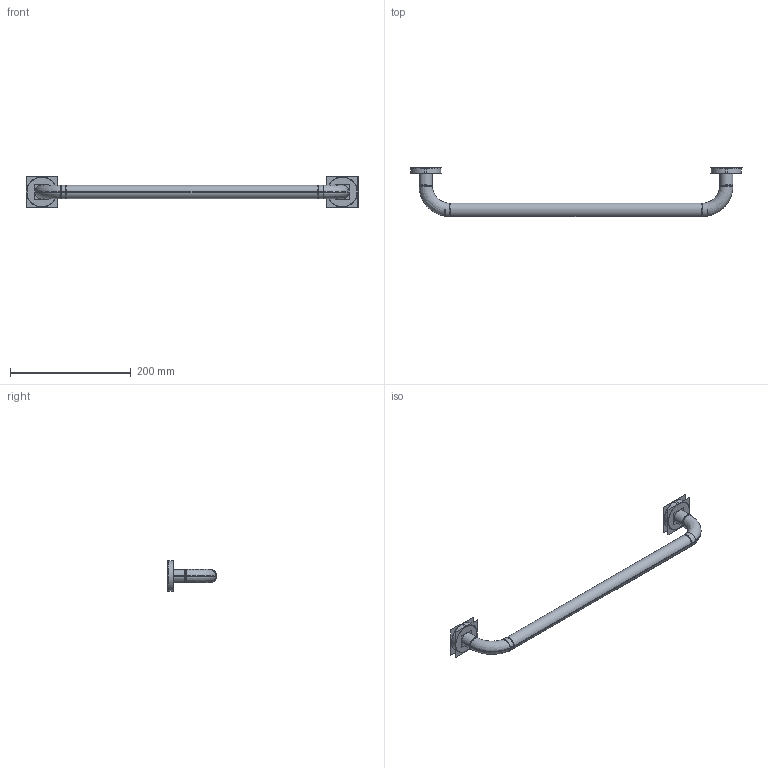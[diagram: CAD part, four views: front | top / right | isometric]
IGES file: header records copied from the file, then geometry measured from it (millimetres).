
Start section:  PTC IGES file: 7005036_asm.igs
Global section: file name: 7005036_asm.igs; native system: Creo Parametric by PTC Inc.; preprocessor: 2018020; author: 25393; organization: Unknown; date: 20191205.234902; units: millimetre
Bounding box: 550 x 81.19 x 52 mm (x, y, z)
Surface area: 79445.9 mm2 (no closed solid volume)
Topology: 0 solids, 0 shells, 48 faces, 510 edges, 672 vertices
Faces by surface type: revolution 36, bspline 12
